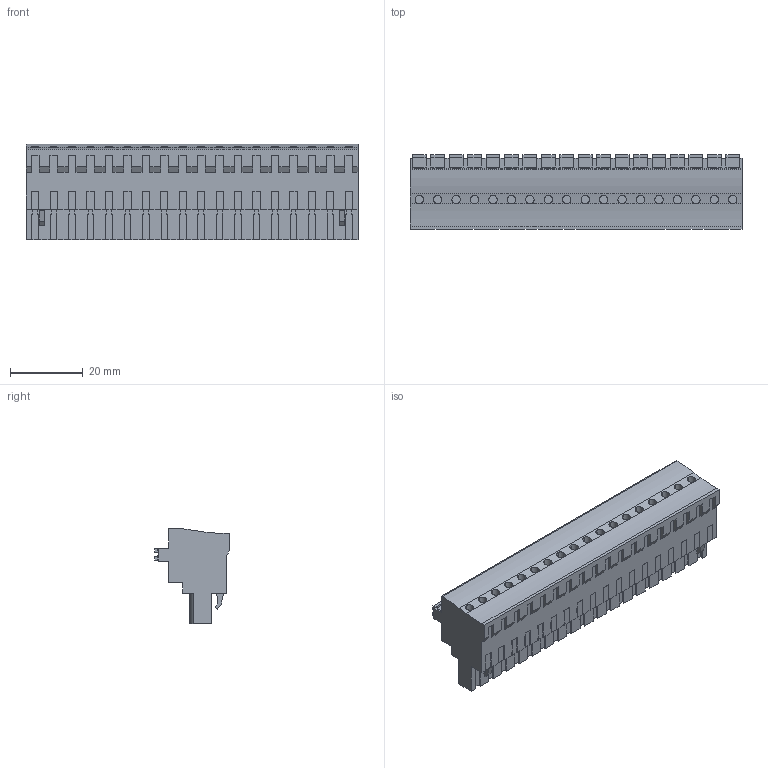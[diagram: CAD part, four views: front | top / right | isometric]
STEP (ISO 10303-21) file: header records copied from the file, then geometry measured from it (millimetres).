
FILE_DESCRIPTION(('CATIA V5 STEP Exchange','CAx-IF Rec.Pracs.--- Model Styling and Organization---1.2---2011-12-15'),'2;1');
FILE_NAME ('D1461169_0_1982860000_1982860000.stp','2017-10-30T14:59:41+00:00',('none'),('Weidmueller'),'CATIA Version 5-6 Release 2014','CATIA V5 STEP AP214','none');
FILE_SCHEMA(('AUTOMOTIVE_DESIGN { 1 0 10303 214 1 1 1 1 }'));
Length unit declared in the file: millimetre
Products named in the file (1): 1982860000
Bounding box: 91.44 x 20.64 x 26.24 mm (x, y, z)
Volume: 26985.6 mm3; surface area: 12890.8 mm2
Topology: 19 solids, 19 shells, 1228 faces, 3427 edges, 2311 vertices
Faces by surface type: plane 1045, cylinder 183
Entity records: 35560 total; most frequent: ORIENTED_EDGE 6854, CARTESIAN_POINT 6589, DIRECTION 4515, EDGE_CURVE 3427, VECTOR 3061, LINE 3061, VERTEX_POINT 2311, EDGE_LOOP 1302
